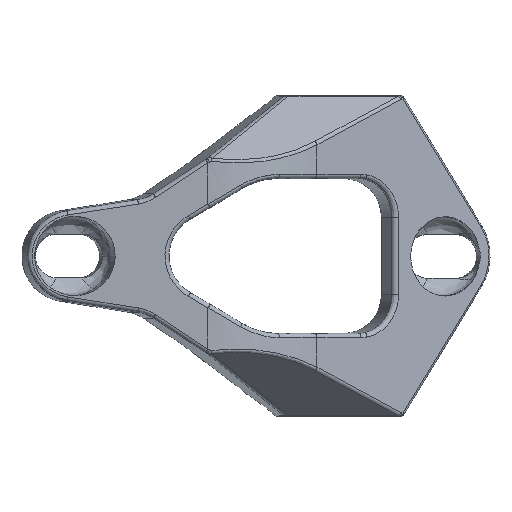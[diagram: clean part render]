
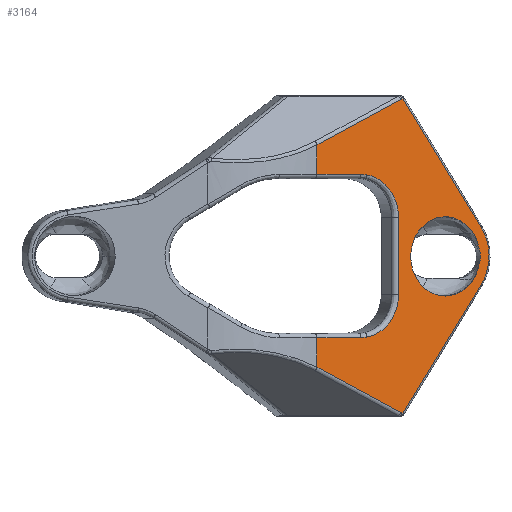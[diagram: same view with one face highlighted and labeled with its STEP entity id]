
A CAD part, front view. The second image highlights one B-rep face of the part: STEP entity #3164.
In plain terms, the highlighted planar face has unit normal (0.656, -0.755, 0).
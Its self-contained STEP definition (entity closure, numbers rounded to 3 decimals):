
#50=FACE_BOUND('',#434,.T.);
#108=ELLIPSE('',#3388,4.157,3.6);
#109=ELLIPSE('',#3399,9.35,8.097);
#110=ELLIPSE('',#3400,8.141,7.05);
#111=ELLIPSE('',#3401,8.141,7.05);
#112=ELLIPSE('',#3402,8.141,7.05);
#113=ELLIPSE('',#3403,8.141,7.05);
#114=ELLIPSE('',#3404,7.506,6.5);
#173=PLANE('',#3398);
#220=FACE_OUTER_BOUND('',#433,.T.);
#433=EDGE_LOOP('',(#2122,#2123,#2124,#2125,#2126,#2127,#2128,#2129,#2130,
#2131,#2132,#2133,#2134,#2135,#2136,#2137));
#434=EDGE_LOOP('',(#2138,#2139));
#714=LINE('',#5334,#903);
#715=LINE('',#5336,#904);
#716=LINE('',#5338,#905);
#717=LINE('',#5340,#906);
#718=LINE('',#5342,#907);
#719=LINE('',#5346,#908);
#720=LINE('',#5348,#909);
#721=LINE('',#5350,#910);
#722=LINE('',#5352,#911);
#723=LINE('',#5354,#912);
#724=LINE('',#5360,#913);
#903=VECTOR('',#3847,10.);
#904=VECTOR('',#3848,10.);
#905=VECTOR('',#3849,10.);
#906=VECTOR('',#3850,10.);
#907=VECTOR('',#3851,10.);
#908=VECTOR('',#3854,10.);
#909=VECTOR('',#3855,10.);
#910=VECTOR('',#3856,10.);
#911=VECTOR('',#3857,10.);
#912=VECTOR('',#3858,10.);
#913=VECTOR('',#3863,10.);
#1289=VERTEX_POINT('',#4957);
#1290=VERTEX_POINT('',#4959);
#1303=VERTEX_POINT('',#5332);
#1304=VERTEX_POINT('',#5333);
#1305=VERTEX_POINT('',#5335);
#1306=VERTEX_POINT('',#5337);
#1307=VERTEX_POINT('',#5339);
#1308=VERTEX_POINT('',#5341);
#1309=VERTEX_POINT('',#5343);
#1310=VERTEX_POINT('',#5345);
#1311=VERTEX_POINT('',#5347);
#1312=VERTEX_POINT('',#5349);
#1313=VERTEX_POINT('',#5351);
#1314=VERTEX_POINT('',#5353);
#1315=VERTEX_POINT('',#5355);
#1316=VERTEX_POINT('',#5357);
#1317=VERTEX_POINT('',#5359);
#1318=VERTEX_POINT('',#5361);
#1582=EDGE_CURVE('',#1290,#1289,#108,.T.);
#1604=EDGE_CURVE('',#1303,#1304,#714,.T.);
#1605=EDGE_CURVE('',#1303,#1305,#715,.T.);
#1606=EDGE_CURVE('',#1306,#1305,#716,.T.);
#1607=EDGE_CURVE('',#1307,#1306,#717,.T.);
#1608=EDGE_CURVE('',#1308,#1307,#718,.T.);
#1609=EDGE_CURVE('',#1309,#1308,#109,.T.);
#1610=EDGE_CURVE('',#1310,#1309,#719,.T.);
#1611=EDGE_CURVE('',#1311,#1310,#720,.T.);
#1612=EDGE_CURVE('',#1312,#1311,#721,.T.);
#1613=EDGE_CURVE('',#1312,#1313,#722,.T.);
#1614=EDGE_CURVE('',#1314,#1313,#723,.T.);
#1615=EDGE_CURVE('',#1315,#1314,#110,.T.);
#1616=EDGE_CURVE('',#1316,#1315,#111,.T.);
#1617=EDGE_CURVE('',#1317,#1316,#724,.T.);
#1618=EDGE_CURVE('',#1318,#1317,#112,.T.);
#1619=EDGE_CURVE('',#1304,#1318,#113,.T.);
#1620=EDGE_CURVE('',#1289,#1290,#114,.T.);
#2122=ORIENTED_EDGE('',*,*,#1604,.F.);
#2123=ORIENTED_EDGE('',*,*,#1605,.T.);
#2124=ORIENTED_EDGE('',*,*,#1606,.F.);
#2125=ORIENTED_EDGE('',*,*,#1607,.F.);
#2126=ORIENTED_EDGE('',*,*,#1608,.F.);
#2127=ORIENTED_EDGE('',*,*,#1609,.F.);
#2128=ORIENTED_EDGE('',*,*,#1610,.F.);
#2129=ORIENTED_EDGE('',*,*,#1611,.F.);
#2130=ORIENTED_EDGE('',*,*,#1612,.F.);
#2131=ORIENTED_EDGE('',*,*,#1613,.T.);
#2132=ORIENTED_EDGE('',*,*,#1614,.F.);
#2133=ORIENTED_EDGE('',*,*,#1615,.F.);
#2134=ORIENTED_EDGE('',*,*,#1616,.F.);
#2135=ORIENTED_EDGE('',*,*,#1617,.F.);
#2136=ORIENTED_EDGE('',*,*,#1618,.F.);
#2137=ORIENTED_EDGE('',*,*,#1619,.F.);
#2138=ORIENTED_EDGE('',*,*,#1582,.T.);
#2139=ORIENTED_EDGE('',*,*,#1620,.T.);
#3164=ADVANCED_FACE('',(#220,#50),#173,.F.);
#3388=AXIS2_PLACEMENT_3D('',#4960,#3820,#3821);
#3398=AXIS2_PLACEMENT_3D('',#5331,#3845,#3846);
#3399=AXIS2_PLACEMENT_3D('',#5344,#3852,#3853);
#3400=AXIS2_PLACEMENT_3D('',#5356,#3859,#3860);
#3401=AXIS2_PLACEMENT_3D('',#5358,#3861,#3862);
#3402=AXIS2_PLACEMENT_3D('',#5362,#3864,#3865);
#3403=AXIS2_PLACEMENT_3D('',#5363,#3866,#3867);
#3404=AXIS2_PLACEMENT_3D('',#5364,#3868,#3869);
#3820=DIRECTION('center_axis',(-0.656,0.755,0.));
#3821=DIRECTION('ref_axis',(-0.755,-0.656,0.));
#3845=DIRECTION('center_axis',(-0.656,0.755,0.));
#3846=DIRECTION('ref_axis',(-0.755,-0.656,0.));
#3847=DIRECTION('',(0.755,0.656,0.));
#3848=DIRECTION('',(0.,0.,-1.));
#3849=DIRECTION('',(-0.699,-0.608,0.377));
#3850=DIRECTION('',(-0.755,-0.656,0.));
#3851=DIRECTION('',(-0.473,-0.411,-0.78));
#3852=DIRECTION('center_axis',(-0.656,0.755,0.));
#3853=DIRECTION('ref_axis',(0.755,0.656,0.));
#3854=DIRECTION('',(0.473,0.411,-0.78));
#3855=DIRECTION('',(0.755,0.656,0.));
#3856=DIRECTION('',(0.699,0.608,0.377));
#3857=DIRECTION('',(0.,0.,-1.));
#3858=DIRECTION('',(-0.755,-0.656,0.));
#3859=DIRECTION('center_axis',(0.656,-0.755,0.));
#3860=DIRECTION('ref_axis',(0.755,0.656,0.));
#3861=DIRECTION('center_axis',(0.656,-0.755,0.));
#3862=DIRECTION('ref_axis',(0.755,0.656,0.));
#3863=DIRECTION('',(0.,0.,1.));
#3864=DIRECTION('center_axis',(0.656,-0.755,0.));
#3865=DIRECTION('ref_axis',(0.755,0.656,0.));
#3866=DIRECTION('center_axis',(0.656,-0.755,0.));
#3867=DIRECTION('ref_axis',(0.755,0.656,0.));
#3868=DIRECTION('center_axis',(-0.656,0.755,0.));
#3869=DIRECTION('ref_axis',(-0.755,-0.656,0.));
#4957=CARTESIAN_POINT('',(25.942,1.432,14.701));
#4959=CARTESIAN_POINT('',(25.942,1.432,17.17));
#4960=CARTESIAN_POINT('Origin',(22.995,-1.13,15.935));
#5331=CARTESIAN_POINT('Origin',(20.375,-3.407,34.25));
#5332=CARTESIAN_POINT('',(-0.665,-21.697,2.6));
#5333=CARTESIAN_POINT('',(6.562,-15.415,2.6));
#5334=CARTESIAN_POINT('',(8.683,-13.571,2.6));
#5335=CARTESIAN_POINT('',(-0.665,-21.697,-2.25));
#5336=CARTESIAN_POINT('',(-0.665,-21.697,34.25));
#5337=CARTESIAN_POINT('',(13.233,-9.616,-9.75));
#5338=CARTESIAN_POINT('',(4.655,-17.072,-5.121));
#5339=CARTESIAN_POINT('',(13.486,-9.396,-9.75));
#5340=CARTESIAN_POINT('',(15.416,-7.718,-9.75));
#5341=CARTESIAN_POINT('',(26.295,1.738,11.376));
#5342=CARTESIAN_POINT('',(29.709,4.707,17.007));
#5343=CARTESIAN_POINT('',(26.295,1.738,20.624));
#5344=CARTESIAN_POINT('Origin',(20.502,-3.297,16.));
#5345=CARTESIAN_POINT('',(13.486,-9.396,41.75));
#5346=CARTESIAN_POINT('',(17.559,-5.855,35.032));
#5347=CARTESIAN_POINT('',(13.233,-9.616,41.75));
#5348=CARTESIAN_POINT('',(15.416,-7.718,41.75));
#5349=CARTESIAN_POINT('',(-0.665,-21.697,34.25));
#5350=CARTESIAN_POINT('',(5.335,-16.482,37.488));
#5351=CARTESIAN_POINT('',(-0.665,-21.697,29.4));
#5352=CARTESIAN_POINT('',(-0.665,-21.697,34.25));
#5353=CARTESIAN_POINT('',(6.562,-15.415,29.4));
#5354=CARTESIAN_POINT('',(15.219,-7.89,29.4));
#5355=CARTESIAN_POINT('',(7.433,-14.658,29.329));
#5356=CARTESIAN_POINT('Origin',(6.562,-15.415,22.35));
#5357=CARTESIAN_POINT('',(12.706,-10.074,22.35));
#5358=CARTESIAN_POINT('Origin',(6.562,-15.415,22.35));
#5359=CARTESIAN_POINT('',(12.706,-10.074,9.65));
#5360=CARTESIAN_POINT('',(12.706,-10.074,19.625));
#5361=CARTESIAN_POINT('',(7.433,-14.658,2.671));
#5362=CARTESIAN_POINT('Origin',(6.562,-15.415,9.65));
#5363=CARTESIAN_POINT('Origin',(6.562,-15.415,9.65));
#5364=CARTESIAN_POINT('Origin',(20.381,-3.402,15.935));
